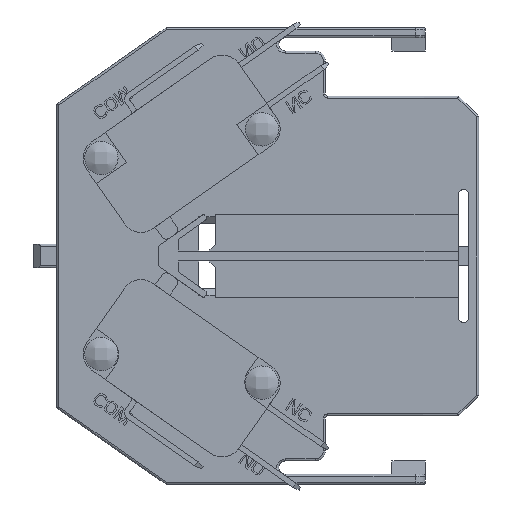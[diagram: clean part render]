
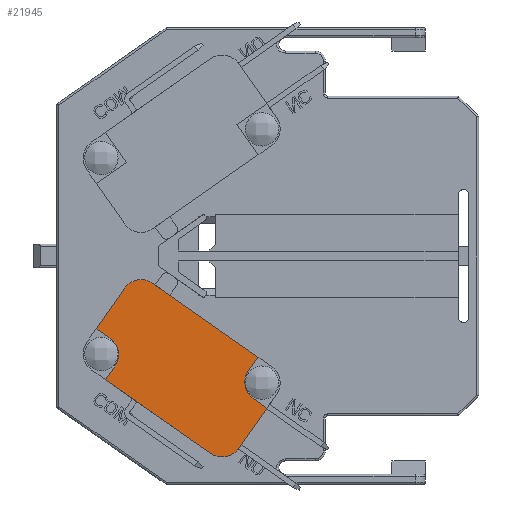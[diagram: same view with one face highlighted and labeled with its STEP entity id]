
A CAD part, left-side view. The second image highlights one B-rep face of the part: STEP entity #21945.
In plain terms, the highlighted planar face has unit normal (-1, 0, 0).
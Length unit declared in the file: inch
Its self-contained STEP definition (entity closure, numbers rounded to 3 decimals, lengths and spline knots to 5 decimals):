
#41 = CARTESIAN_POINT ( 'NONE',  ( -0.40157, 1.3601, -0.67723 ) ) ;
#224 = DIRECTION ( 'NONE',  ( 0., -0.819, -0.574 ) ) ;
#398 = CARTESIAN_POINT ( 'NONE',  ( -0.40157, 1.25047, -0.89818 ) ) ;
#696 = EDGE_CURVE ( 'NONE', #6807, #25429, #19248, .T. ) ;
#715 = ORIENTED_EDGE ( 'NONE', *, *, #21368, .F. ) ;
#826 = CIRCLE ( 'NONE', #15138, 0.11811 ) ;
#1327 = CARTESIAN_POINT ( 'NONE',  ( -0.40157, 2.17705, -0.48489 ) ) ;
#1370 = CARTESIAN_POINT ( 'NONE',  ( -0.40157, 2.14805, -0.64939 ) ) ;
#1662 = CIRCLE ( 'NONE', #9941, 0.11811 ) ;
#1812 = LINE ( 'NONE', #33409, #25167 ) ;
#1913 = PLANE ( 'NONE',  #2594 ) ;
#2057 = VECTOR ( 'NONE', #8843, 39.37008 ) ;
#2104 = CARTESIAN_POINT ( 'NONE',  ( -0.40157, 1.30365, -0.59661 ) ) ;
#2445 = DIRECTION ( 'NONE',  ( 0., -0.574, 0.819 ) ) ;
#2536 = DIRECTION ( 'NONE',  ( -1., 0., 0. ) ) ;
#2567 = ORIENTED_EDGE ( 'NONE', *, *, #20064, .F. ) ;
#2594 = AXIS2_PLACEMENT_3D ( 'NONE', #11975, #19744, #4308 ) ;
#3154 = CARTESIAN_POINT ( 'NONE',  ( -0.40157, 1.3311, -0.84173 ) ) ;
#3224 = EDGE_CURVE ( 'NONE', #23356, #28400, #10476, .T. ) ;
#3257 = VECTOR ( 'NONE', #26337, 39.37008 ) ;
#3617 = FACE_OUTER_BOUND ( 'NONE', #5603, .T. ) ;
#3763 = ORIENTED_EDGE ( 'NONE', *, *, #14822, .F. ) ;
#3925 = DIRECTION ( 'NONE',  ( 0., 0.574, -0.819 ) ) ;
#4308 = DIRECTION ( 'NONE',  ( 0., 0., -1. ) ) ;
#4337 = AXIS2_PLACEMENT_3D ( 'NONE', #20691, #2536, #10482 ) ;
#4596 = VERTEX_POINT ( 'NONE', #18008 ) ;
#5258 = DIRECTION ( 'NONE',  ( 0., 0., 1. ) ) ;
#5603 = EDGE_LOOP ( 'NONE', ( #715, #22039, #14468, #2567, #23947, #32857, #12336, #33348, #25355, #9795, #3763, #18303, #19385 ) ) ;
#6212 = CARTESIAN_POINT ( 'NONE',  ( -0.40157, 1.99382, -0.25753 ) ) ;
#6263 = CARTESIAN_POINT ( 'NONE',  ( -0.40157, 1.99382, -0.25753 ) ) ;
#6807 = VERTEX_POINT ( 'NONE', #8272 ) ;
#8093 = CARTESIAN_POINT ( 'NONE',  ( -0.40157, 1.58207, -1.16584 ) ) ;
#8272 = CARTESIAN_POINT ( 'NONE',  ( -0.40157, 1.99382, -0.13942 ) ) ;
#8513 = DIRECTION ( 'NONE',  ( 0., 0., 1. ) ) ;
#8843 = DIRECTION ( 'NONE',  ( 0., -0.819, -0.574 ) ) ;
#9316 = VERTEX_POINT ( 'NONE', #8093 ) ;
#9795 = ORIENTED_EDGE ( 'NONE', *, *, #26672, .F. ) ;
#9922 = VERTEX_POINT ( 'NONE', #41 ) ;
#9941 = AXIS2_PLACEMENT_3D ( 'NONE', #12569, #15472, #5258 ) ;
#10154 = LINE ( 'NONE', #18600, #3257 ) ;
#10215 = EDGE_CURVE ( 'NONE', #15336, #6807, #826, .T. ) ;
#10476 = CIRCLE ( 'NONE', #4337, 0.11811 ) ;
#10482 = DIRECTION ( 'NONE',  ( 0., 0., -1. ) ) ;
#11393 = DIRECTION ( 'NONE',  ( 1., 0., 0. ) ) ;
#11691 = DIRECTION ( 'NONE',  ( 0., 0.819, 0.574 ) ) ;
#11760 = CIRCLE ( 'NONE', #21318, 0.11811 ) ;
#11975 = CARTESIAN_POINT ( 'NONE',  ( -0.40157, 1.75408, -0.66331 ) ) ;
#12336 = ORIENTED_EDGE ( 'NONE', *, *, #32694, .F. ) ;
#12569 = CARTESIAN_POINT ( 'NONE',  ( -0.40157, 1.51433, -1.06909 ) ) ;
#12621 = LINE ( 'NONE', #23565, #28319 ) ;
#13369 = LINE ( 'NONE', #2104, #13750 ) ;
#13379 = VERTEX_POINT ( 'NONE', #20793 ) ;
#13750 = VECTOR ( 'NONE', #3925, 39.37008 ) ;
#14130 = VECTOR ( 'NONE', #11691, 39.37008 ) ;
#14468 = ORIENTED_EDGE ( 'NONE', *, *, #27066, .F. ) ;
#14822 = EDGE_CURVE ( 'NONE', #28400, #16881, #19470, .T. ) ;
#15138 = AXIS2_PLACEMENT_3D ( 'NONE', #6263, #29404, #8513 ) ;
#15336 = VERTEX_POINT ( 'NONE', #16370 ) ;
#15472 = DIRECTION ( 'NONE',  ( 1., 0., 0. ) ) ;
#15546 = CARTESIAN_POINT ( 'NONE',  ( -0.40157, 1.26335, -0.74498 ) ) ;
#15835 = VERTEX_POINT ( 'NONE', #3154 ) ;
#16260 = CARTESIAN_POINT ( 'NONE',  ( -0.40157, 2.25768, -0.42844 ) ) ;
#16370 = CARTESIAN_POINT ( 'NONE',  ( -0.40157, 2.09057, -0.18979 ) ) ;
#16427 = VERTEX_POINT ( 'NONE', #398 ) ;
#16544 = CARTESIAN_POINT ( 'NONE',  ( -0.40157, 2.17705, -0.48489 ) ) ;
#16881 = VERTEX_POINT ( 'NONE', #27960 ) ;
#17450 = CARTESIAN_POINT ( 'NONE',  ( -0.40157, 1.30365, -0.59661 ) ) ;
#18008 = CARTESIAN_POINT ( 'NONE',  ( -0.40157, 2.2045, -0.73001 ) ) ;
#18303 = ORIENTED_EDGE ( 'NONE', *, *, #3224, .F. ) ;
#18600 = CARTESIAN_POINT ( 'NONE',  ( -0.40157, 1.25047, -0.89818 ) ) ;
#19004 = LINE ( 'NONE', #26794, #2057 ) ;
#19027 = DIRECTION ( 'NONE',  ( 0., 0., 1. ) ) ;
#19248 = CIRCLE ( 'NONE', #21041, 0.11811 ) ;
#19385 = ORIENTED_EDGE ( 'NONE', *, *, #30224, .F. ) ;
#19470 = LINE ( 'NONE', #16544, #27481 ) ;
#19744 = DIRECTION ( 'NONE',  ( 1., 0., 0. ) ) ;
#20064 = EDGE_CURVE ( 'NONE', #15835, #16427, #12621, .T. ) ;
#20691 = CARTESIAN_POINT ( 'NONE',  ( -0.40157, 2.2448, -0.58164 ) ) ;
#20793 = CARTESIAN_POINT ( 'NONE',  ( -0.40157, 1.41758, -1.13683 ) ) ;
#20800 = CARTESIAN_POINT ( 'NONE',  ( -0.40157, 1.92608, -0.16078 ) ) ;
#20930 = EDGE_CURVE ( 'NONE', #25195, #9922, #13369, .T. ) ;
#20991 = LINE ( 'NONE', #24705, #14130 ) ;
#21041 = AXIS2_PLACEMENT_3D ( 'NONE', #6212, #11393, #19027 ) ;
#21318 = AXIS2_PLACEMENT_3D ( 'NONE', #15546, #28704, #30955 ) ;
#21368 = EDGE_CURVE ( 'NONE', #9316, #4596, #20991, .T. ) ;
#21584 = DIRECTION ( 'NONE',  ( 0., 0.819, 0.574 ) ) ;
#21945 = ADVANCED_FACE ( 'NONE', ( #3617 ), #1913, .F. ) ;
#22039 = ORIENTED_EDGE ( 'NONE', *, *, #26481, .F. ) ;
#23039 = VECTOR ( 'NONE', #26683, 39.37008 ) ;
#23356 = VERTEX_POINT ( 'NONE', #1370 ) ;
#23565 = CARTESIAN_POINT ( 'NONE',  ( -0.40157, 1.3311, -0.84173 ) ) ;
#23947 = ORIENTED_EDGE ( 'NONE', *, *, #33049, .F. ) ;
#24705 = CARTESIAN_POINT ( 'NONE',  ( -0.40157, 1.58207, -1.16584 ) ) ;
#25020 = LINE ( 'NONE', #16260, #23039 ) ;
#25167 = VECTOR ( 'NONE', #2445, 39.37008 ) ;
#25195 = VERTEX_POINT ( 'NONE', #17450 ) ;
#25355 = ORIENTED_EDGE ( 'NONE', *, *, #10215, .F. ) ;
#25429 = VERTEX_POINT ( 'NONE', #20800 ) ;
#26337 = DIRECTION ( 'NONE',  ( 0., 0.574, -0.819 ) ) ;
#26481 = EDGE_CURVE ( 'NONE', #13379, #9316, #1662, .T. ) ;
#26672 = EDGE_CURVE ( 'NONE', #16881, #15336, #25020, .T. ) ;
#26683 = DIRECTION ( 'NONE',  ( 0., -0.574, 0.819 ) ) ;
#26794 = CARTESIAN_POINT ( 'NONE',  ( -0.40157, 1.92608, -0.16078 ) ) ;
#27066 = EDGE_CURVE ( 'NONE', #16427, #13379, #10154, .T. ) ;
#27481 = VECTOR ( 'NONE', #21584, 39.37008 ) ;
#27960 = CARTESIAN_POINT ( 'NONE',  ( -0.40157, 2.25768, -0.42844 ) ) ;
#28319 = VECTOR ( 'NONE', #224, 39.37008 ) ;
#28400 = VERTEX_POINT ( 'NONE', #1327 ) ;
#28704 = DIRECTION ( 'NONE',  ( -1., 0., 0. ) ) ;
#29404 = DIRECTION ( 'NONE',  ( 1., 0., 0. ) ) ;
#30224 = EDGE_CURVE ( 'NONE', #4596, #23356, #1812, .T. ) ;
#30955 = DIRECTION ( 'NONE',  ( 0., 0., -1. ) ) ;
#32694 = EDGE_CURVE ( 'NONE', #25429, #25195, #19004, .T. ) ;
#32857 = ORIENTED_EDGE ( 'NONE', *, *, #20930, .F. ) ;
#33049 = EDGE_CURVE ( 'NONE', #9922, #15835, #11760, .T. ) ;
#33348 = ORIENTED_EDGE ( 'NONE', *, *, #696, .F. ) ;
#33409 = CARTESIAN_POINT ( 'NONE',  ( -0.40157, 2.2045, -0.73001 ) ) ;
